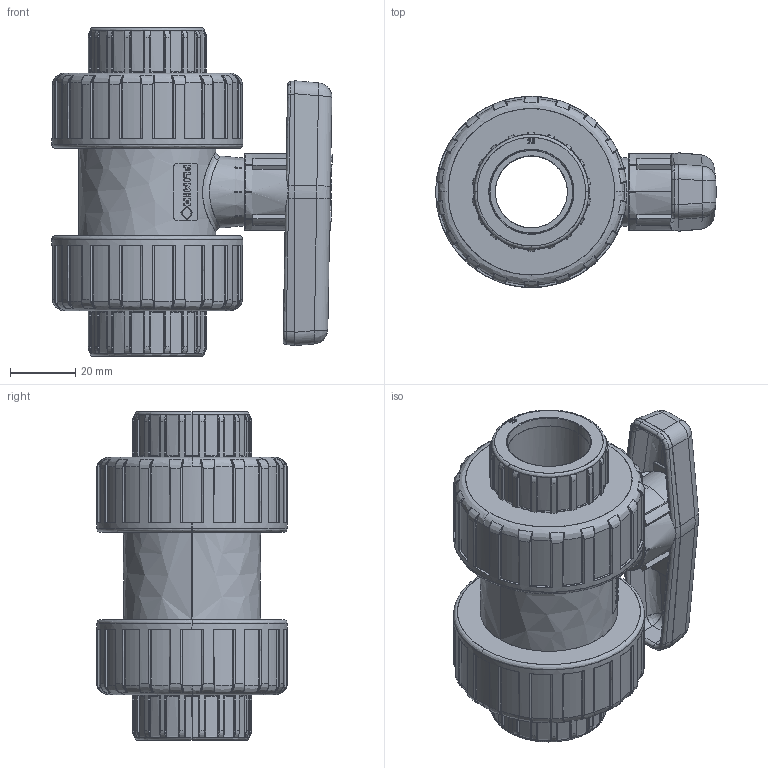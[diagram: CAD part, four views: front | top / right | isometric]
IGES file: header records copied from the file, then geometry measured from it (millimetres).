
Start section: SolidWorks IGES file using NURBS representation for surfaces
Global section: file name: 01611075025.IGS; native system: SolidWorks 2021; preprocessor: SolidWorks 2021; author: DMorais; date: 220322.111544; units: millimetre
Bounding box: 85.72 x 58.39 x 100.88 mm (x, y, z)
Surface area: 38125 mm2 (no closed solid volume)
Topology: 0 solids, 0 shells, 1593 faces, 16300 edges, 16265 vertices
Faces by surface type: bspline 1593
